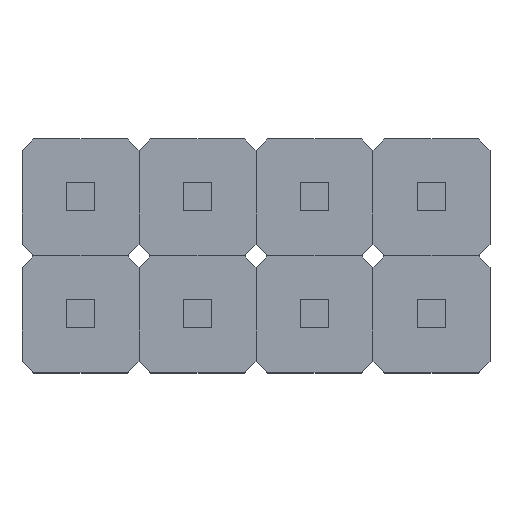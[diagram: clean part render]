
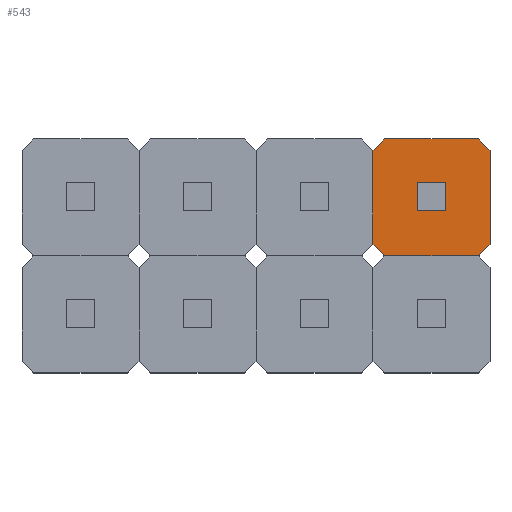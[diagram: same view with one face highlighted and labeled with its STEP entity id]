
A CAD part, top view. The second image highlights one B-rep face of the part: STEP entity #543.
In plain terms, the highlighted planar face has unit normal (0, 0, 1).
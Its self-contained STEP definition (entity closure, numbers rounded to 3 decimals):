
#2 = VERTEX_POINT ( 'NONE', #775 ) ;
#8 = VERTEX_POINT ( 'NONE', #144 ) ;
#11 = ORIENTED_EDGE ( 'NONE', *, *, #685, .T. ) ;
#19 = CARTESIAN_POINT ( 'NONE',  ( -1.27, 1.016, 2.5 ) ) ;
#38 = VECTOR ( 'NONE', #582, 1000. ) ;
#65 = VECTOR ( 'NONE', #492, 1000. ) ;
#79 = VECTOR ( 'NONE', #474, 1000. ) ;
#88 = DIRECTION ( 'NONE',  ( 0., -1., 0. ) ) ;
#106 = VERTEX_POINT ( 'NONE', #209 ) ;
#119 = EDGE_CURVE ( 'NONE', #106, #379, #154, .T. ) ;
#128 = VECTOR ( 'NONE', #171, 1000. ) ;
#138 = CARTESIAN_POINT ( 'NONE',  ( -1.27, -1.016, 2.5 ) ) ;
#139 = ORIENTED_EDGE ( 'NONE', *, *, #608, .F. ) ;
#140 = VECTOR ( 'NONE', #88, 1000. ) ;
#144 = CARTESIAN_POINT ( 'NONE',  ( -1.27, 1.016, 2.5 ) ) ;
#147 = CARTESIAN_POINT ( 'NONE',  ( 1.27, 1.016, 2.5 ) ) ;
#154 = LINE ( 'NONE', #147, #79 ) ;
#156 = CARTESIAN_POINT ( 'NONE',  ( -1.016, 1.27, 2.5 ) ) ;
#169 = CARTESIAN_POINT ( 'NONE',  ( -1.27, -1.016, 2.5 ) ) ;
#171 = DIRECTION ( 'NONE',  ( 0.707, 0.707, 0. ) ) ;
#183 = VERTEX_POINT ( 'NONE', #408 ) ;
#206 = LINE ( 'NONE', #239, #733 ) ;
#209 = CARTESIAN_POINT ( 'NONE',  ( 1.27, 1.016, 2.5 ) ) ;
#213 = DIRECTION ( 'NONE',  ( 1., 0., 0. ) ) ;
#239 = CARTESIAN_POINT ( 'NONE',  ( -1.27, -1.016, 2.5 ) ) ;
#245 = DIRECTION ( 'NONE',  ( 0., 0., 1. ) ) ;
#314 = ORIENTED_EDGE ( 'NONE', *, *, #631, .F. ) ;
#327 = EDGE_CURVE ( 'NONE', #183, #391, #568, .T. ) ;
#351 = DIRECTION ( 'NONE',  ( 0.707, -0.707, 0. ) ) ;
#376 = LINE ( 'NONE', #138, #491 ) ;
#379 = VERTEX_POINT ( 'NONE', #436 ) ;
#383 = ORIENTED_EDGE ( 'NONE', *, *, #707, .T. ) ;
#390 = CARTESIAN_POINT ( 'NONE',  ( -1.27, -1.016, 2.5 ) ) ;
#391 = VERTEX_POINT ( 'NONE', #759 ) ;
#408 = CARTESIAN_POINT ( 'NONE',  ( 1.016, -1.27, 2.5 ) ) ;
#412 = EDGE_CURVE ( 'NONE', #617, #8, #376, .T. ) ;
#422 = ORIENTED_EDGE ( 'NONE', *, *, #412, .F. ) ;
#430 = DIRECTION ( 'NONE',  ( 1., 0., 0. ) ) ;
#436 = CARTESIAN_POINT ( 'NONE',  ( 1.016, 1.27, 2.5 ) ) ;
#441 = LINE ( 'NONE', #19, #38 ) ;
#443 = VERTEX_POINT ( 'NONE', #699 ) ;
#449 = VECTOR ( 'NONE', #430, 1000. ) ;
#474 = DIRECTION ( 'NONE',  ( -0.707, 0.707, 0. ) ) ;
#491 = VECTOR ( 'NONE', #703, 1000. ) ;
#492 = DIRECTION ( 'NONE',  ( -1., 0., 0. ) ) ;
#495 = LINE ( 'NONE', #156, #449 ) ;
#500 = LINE ( 'NONE', #741, #128 ) ;
#543 = ADVANCED_FACE ( 'NONE', ( #706 ), #642, .T. ) ;
#554 = AXIS2_PLACEMENT_3D ( 'NONE', #390, #245, #213 ) ;
#561 = EDGE_CURVE ( 'NONE', #106, #443, #719, .T. ) ;
#568 = LINE ( 'NONE', #626, #65 ) ;
#582 = DIRECTION ( 'NONE',  ( 0.707, 0.707, 0. ) ) ;
#584 = EDGE_LOOP ( 'NONE', ( #139, #422, #11, #691, #383, #765, #628, #314 ) ) ;
#608 = EDGE_CURVE ( 'NONE', #8, #2, #441, .T. ) ;
#617 = VERTEX_POINT ( 'NONE', #169 ) ;
#626 = CARTESIAN_POINT ( 'NONE',  ( 1.016, -1.27, 2.5 ) ) ;
#628 = ORIENTED_EDGE ( 'NONE', *, *, #119, .T. ) ;
#631 = EDGE_CURVE ( 'NONE', #2, #379, #495, .T. ) ;
#642 = PLANE ( 'NONE',  #554 ) ;
#685 = EDGE_CURVE ( 'NONE', #617, #391, #206, .T. ) ;
#691 = ORIENTED_EDGE ( 'NONE', *, *, #327, .F. ) ;
#699 = CARTESIAN_POINT ( 'NONE',  ( 1.27, -1.016, 2.5 ) ) ;
#703 = DIRECTION ( 'NONE',  ( 0., 1., 0. ) ) ;
#706 = FACE_OUTER_BOUND ( 'NONE', #584, .T. ) ;
#707 = EDGE_CURVE ( 'NONE', #183, #443, #500, .T. ) ;
#716 = CARTESIAN_POINT ( 'NONE',  ( 1.27, 1.016, 2.5 ) ) ;
#719 = LINE ( 'NONE', #716, #140 ) ;
#733 = VECTOR ( 'NONE', #351, 1000. ) ;
#741 = CARTESIAN_POINT ( 'NONE',  ( 1.016, -1.27, 2.5 ) ) ;
#759 = CARTESIAN_POINT ( 'NONE',  ( -1.016, -1.27, 2.5 ) ) ;
#765 = ORIENTED_EDGE ( 'NONE', *, *, #561, .F. ) ;
#775 = CARTESIAN_POINT ( 'NONE',  ( -1.016, 1.27, 2.5 ) ) ;
